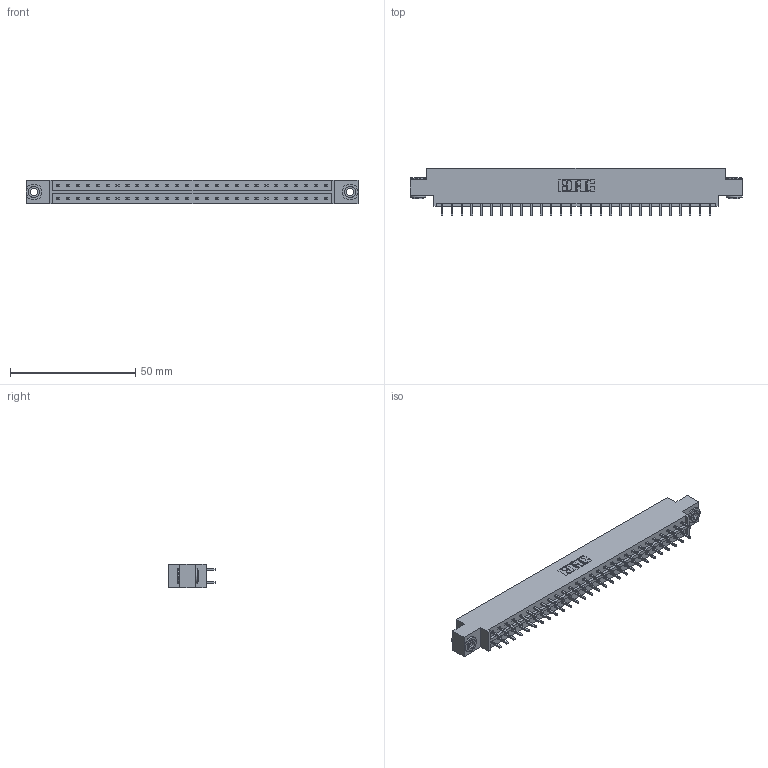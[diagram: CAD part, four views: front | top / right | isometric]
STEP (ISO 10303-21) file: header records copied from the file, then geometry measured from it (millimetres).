
FILE_DESCRIPTION (( 'STEP AP203' ), '1' );
FILE_NAME ('833-056-521-803.STEP', '2020-06-04T22:18:57', ( '' ), ( '' ), 'SwSTEP 2.0', 'SolidWorks 2020', '' );
FILE_SCHEMA (( 'CONFIG_CONTROL_DESIGN' ));
Length unit declared in the file: inch
Products named in the file (4): 833 Part_Offset - .156 Dia - TH; 833-056-521-803; 345-292-001_345-293-121; 345-250-002_345-250-002-102
Assembly tree (59 placements, depth 2):
  833-056-521-803
    833 Part_Offset - .156 Dia - TH
    345-292-001_345-293-121  x56
    345-250-002_345-250-002-102  x2
Bounding box: 132.49 x 19.06 x 9.4 mm (x, y, z)
Volume: 13163.9 mm3; surface area: 15693.2 mm2
Topology: 59 solids, 59 shells, 3068 faces, 9079 edges, 5974 vertices
Faces by surface type: plane 2100, cylinder 960, cone 8
Entity records: 20624 total; most frequent: CARTESIAN_POINT 3413, ORIENTED_EDGE 3342, DIRECTION 2973, EDGE_CURVE 1671, LINE 1519, VECTOR 1519, VERTEX_POINT 1110, AXIS2_PLACEMENT_3D 727
